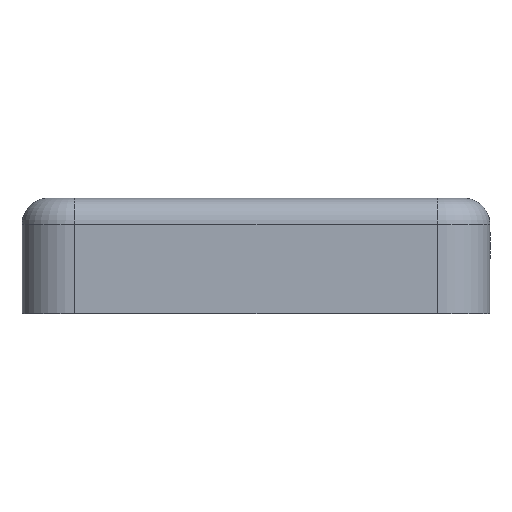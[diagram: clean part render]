
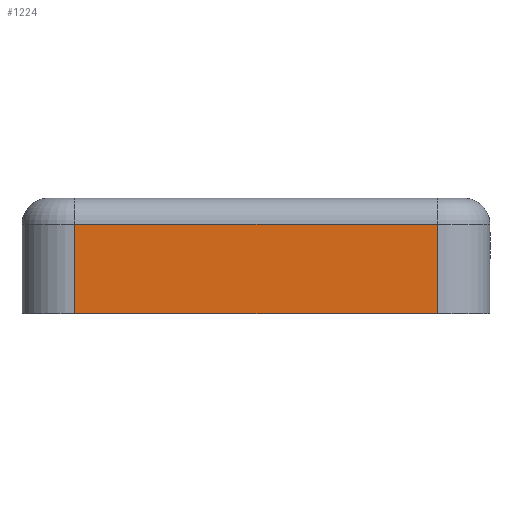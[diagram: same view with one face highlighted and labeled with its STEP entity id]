
A CAD part, left-side view. The second image highlights one B-rep face of the part: STEP entity #1224.
In plain terms, the highlighted face is planar.
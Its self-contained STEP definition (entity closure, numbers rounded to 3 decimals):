
#42=PLANE('',#1391);
#61=LINE('',#1896,#149);
#92=LINE('',#2026,#180);
#118=LINE('',#2115,#206);
#128=LINE('',#2147,#216);
#149=VECTOR('',#1491,1000.);
#180=VECTOR('',#1612,1000.);
#206=VECTOR('',#1702,1000.);
#216=VECTOR('',#1750,1000.);
#449=ORIENTED_EDGE('',*,*,#607,.T.);
#450=ORIENTED_EDGE('',*,*,#673,.F.);
#451=ORIENTED_EDGE('',*,*,#739,.F.);
#452=ORIENTED_EDGE('',*,*,#721,.T.);
#607=EDGE_CURVE('',#784,#783,#61,.T.);
#673=EDGE_CURVE('',#833,#783,#92,.T.);
#721=EDGE_CURVE('',#798,#784,#118,.T.);
#739=EDGE_CURVE('',#798,#833,#128,.T.);
#783=VERTEX_POINT('',#1895);
#784=VERTEX_POINT('',#1897);
#798=VERTEX_POINT('',#1927);
#833=VERTEX_POINT('',#2010);
#1011=EDGE_LOOP('',(#449,#450,#451,#452));
#1103=FACE_BOUND('',#1011,.T.);
#1224=ADVANCED_FACE('',(#1103),#42,.T.);
#1391=AXIS2_PLACEMENT_3D('',#2146,#1748,#1749);
#1491=DIRECTION('',(-1.,0.,0.));
#1612=DIRECTION('',(0.,-1.,0.));
#1702=DIRECTION('',(0.,-1.,0.));
#1748=DIRECTION('',(0.,0.,-1.));
#1749=DIRECTION('',(0.,-1.,0.));
#1750=DIRECTION('',(-1.,0.,0.));
#1895=CARTESIAN_POINT('',(-6.9,-4.4,-15.4));
#1896=CARTESIAN_POINT('',(6.9,-4.4,-15.4));
#1897=CARTESIAN_POINT('',(6.9,-4.4,-15.4));
#1927=CARTESIAN_POINT('',(6.9,-1.,-15.4));
#2010=CARTESIAN_POINT('',(-6.9,-1.,-15.4));
#2026=CARTESIAN_POINT('',(-6.9,0.,-15.4));
#2115=CARTESIAN_POINT('',(6.9,0.,-15.4));
#2146=CARTESIAN_POINT('',(6.9,0.,-15.4));
#2147=CARTESIAN_POINT('',(6.9,-1.,-15.4));
